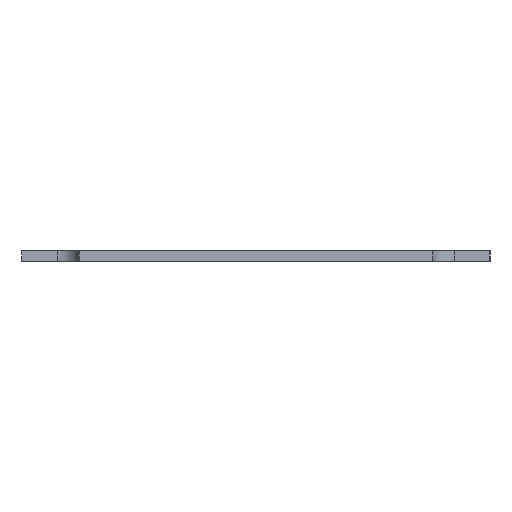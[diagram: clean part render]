
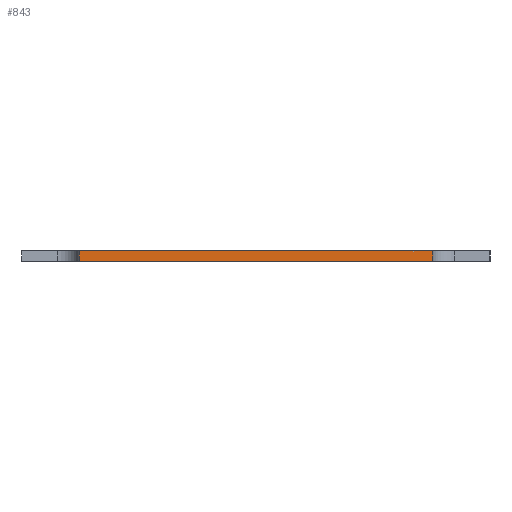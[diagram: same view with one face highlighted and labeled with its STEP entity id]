
A CAD part, left-side view. The second image highlights one B-rep face of the part: STEP entity #843.
In plain terms, the highlighted planar face has unit normal (-1, 0, 0).
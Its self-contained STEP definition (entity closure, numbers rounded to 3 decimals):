
#65 = VERTEX_POINT ( 'NONE', #78 ) ;
#78 = CARTESIAN_POINT ( 'NONE',  ( 245.95, -2.32, 1.6 ) ) ;
#140 = VERTEX_POINT ( 'NONE', #197 ) ;
#152 = PLANE ( 'NONE',  #659 ) ;
#197 = CARTESIAN_POINT ( 'NONE',  ( 245.95, 53.68, 0. ) ) ;
#203 = ORIENTED_EDGE ( 'NONE', *, *, #701, .T. ) ;
#204 = EDGE_CURVE ( 'NONE', #241, #65, #294, .T. ) ;
#234 = CARTESIAN_POINT ( 'NONE',  ( 245.95, -2.32, 0. ) ) ;
#237 = CARTESIAN_POINT ( 'NONE',  ( 245.95, 53.68, 1.6 ) ) ;
#241 = VERTEX_POINT ( 'NONE', #1060 ) ;
#294 = LINE ( 'NONE', #806, #933 ) ;
#309 = DIRECTION ( 'NONE',  ( 0., 0., -1. ) ) ;
#314 = ORIENTED_EDGE ( 'NONE', *, *, #204, .F. ) ;
#316 = LINE ( 'NONE', #467, #816 ) ;
#356 = VECTOR ( 'NONE', #388, 1000. ) ;
#388 = DIRECTION ( 'NONE',  ( 0., 0., -1. ) ) ;
#461 = DIRECTION ( 'NONE',  ( 0., 0., -1. ) ) ;
#467 = CARTESIAN_POINT ( 'NONE',  ( 245.95, 53.68, 0. ) ) ;
#470 = VERTEX_POINT ( 'NONE', #234 ) ;
#503 = CARTESIAN_POINT ( 'NONE',  ( 245.95, 53.68, 1.6 ) ) ;
#555 = EDGE_CURVE ( 'NONE', #65, #470, #717, .T. ) ;
#659 = AXIS2_PLACEMENT_3D ( 'NONE', #237, #1084, #309 ) ;
#695 = ORIENTED_EDGE ( 'NONE', *, *, #864, .T. ) ;
#701 = EDGE_CURVE ( 'NONE', #140, #470, #316, .T. ) ;
#717 = LINE ( 'NONE', #1062, #737 ) ;
#737 = VECTOR ( 'NONE', #461, 1000. ) ;
#740 = DIRECTION ( 'NONE',  ( 0., -1., 0. ) ) ;
#806 = CARTESIAN_POINT ( 'NONE',  ( 245.95, 53.68, 1.6 ) ) ;
#816 = VECTOR ( 'NONE', #740, 1000. ) ;
#843 = ADVANCED_FACE ( 'NONE', ( #912 ), #152, .F. ) ;
#864 = EDGE_CURVE ( 'NONE', #241, #140, #1078, .T. ) ;
#877 = DIRECTION ( 'NONE',  ( 0., -1., 0. ) ) ;
#909 = ORIENTED_EDGE ( 'NONE', *, *, #555, .F. ) ;
#912 = FACE_OUTER_BOUND ( 'NONE', #1043, .T. ) ;
#933 = VECTOR ( 'NONE', #877, 1000. ) ;
#1043 = EDGE_LOOP ( 'NONE', ( #203, #909, #314, #695 ) ) ;
#1060 = CARTESIAN_POINT ( 'NONE',  ( 245.95, 53.68, 1.6 ) ) ;
#1062 = CARTESIAN_POINT ( 'NONE',  ( 245.95, -2.32, 1.6 ) ) ;
#1078 = LINE ( 'NONE', #503, #356 ) ;
#1084 = DIRECTION ( 'NONE',  ( 1., 0., 0. ) ) ;
